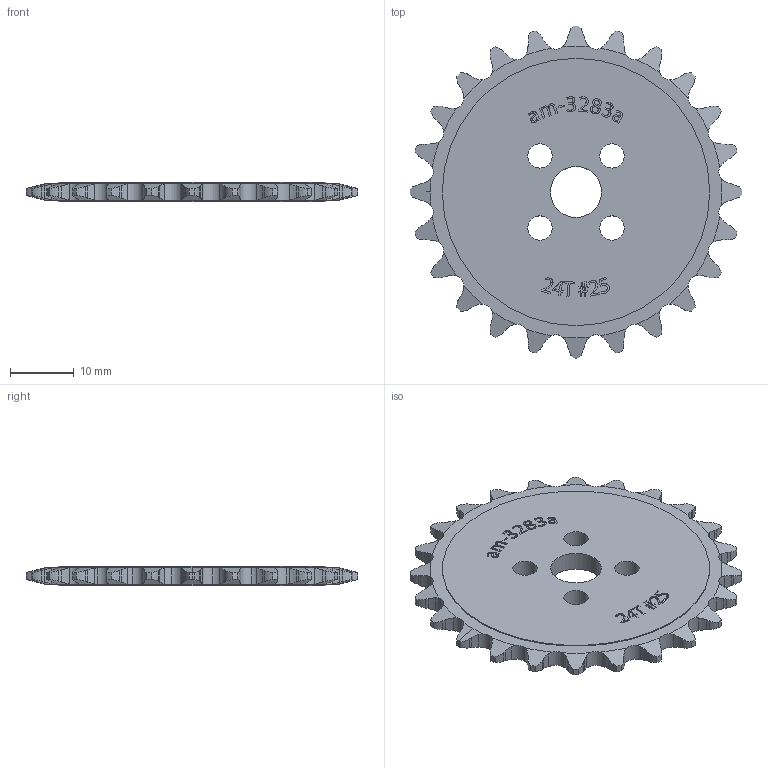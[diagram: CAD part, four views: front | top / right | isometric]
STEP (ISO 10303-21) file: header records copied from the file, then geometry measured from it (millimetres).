
FILE_DESCRIPTION (( 'STEP AP203' ), '1' );
FILE_NAME ('am-3283a 24T 25 Chain Nub Plate Sprocket.STEP', '2022-08-02T13:27:36', ( '' ), ( '' ), 'SwSTEP 2.0', 'SolidWorks 2022', '' );
FILE_SCHEMA (( 'CONFIG_CONTROL_DESIGN' ));
Length unit declared in the file: inch
Products named in the file (1): am-3283a 24T 25 Chain Nub Plate Sprocket
Bounding box: 52.13 x 52.13 x 3 mm (x, y, z)
Volume: 4924.3 mm3; surface area: 4228.2 mm2
Topology: 1 solids, 1 shells, 534 faces, 1529 edges, 1019 vertices
Faces by surface type: plane 206, cylinder 173, bspline 105, cone 50
Entity records: 22795 total; most frequent: CARTESIAN_POINT 10072, ORIENTED_EDGE 3058, DIRECTION 1960, EDGE_CURVE 1529, VERTEX_POINT 1019, LINE 730, VECTOR 730, AXIS2_PLACEMENT_3D 615
